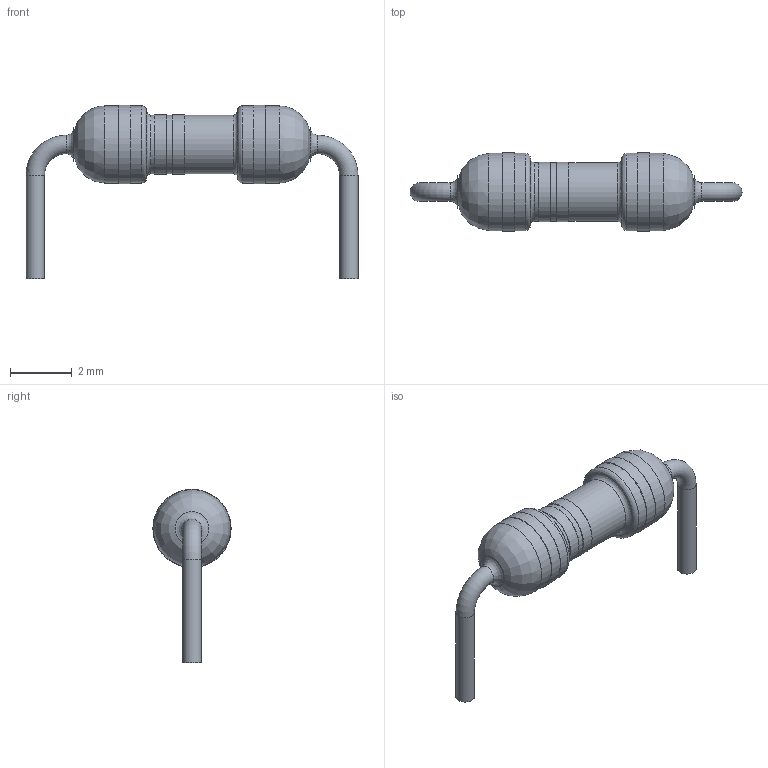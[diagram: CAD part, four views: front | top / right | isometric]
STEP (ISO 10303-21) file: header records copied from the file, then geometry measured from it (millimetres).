
FILE_DESCRIPTION(('FreeCAD Model'),'2;1');
FILE_NAME( 'resistor_01.step', '2019-03-16T13:34:16',('Anool'),('Wyolum'), 'Open CASCADE STEP processor 7.3','FreeCAD','Unknown');
FILE_SCHEMA(('AUTOMOTIVE_DESIGN { 1 0 10303 214 1 1 1 1 }'));
Length unit declared in the file: millimetre
Products named in the file (7): Body; Mirror_of_Body002; Body003; Body004; Body005; Body002; Body006
Bounding box: 10.76 x 2.54 x 5.62 mm (x, y, z)
Volume: 32 mm3; surface area: 106.8 mm2
Topology: 7 solids, 7 shells, 41 faces, 63 edges, 38 vertices
Faces by surface type: plane 16, cylinder 15, revolution 8, torus 2
Full cylindrical faces by diameter (mm): 0.6 x4, 1.9 x3, 1.94 x2, 2.5 x4, 2.54 x2
Entity records: 1111 total; most frequent: DIRECTION 203, CARTESIAN_POINT 151, ORIENTED_EDGE 126, AXIS2_PLACEMENT_3D 90, EDGE_CURVE 63, CIRCLE 56, FACE_BOUND 51, EDGE_LOOP 51
